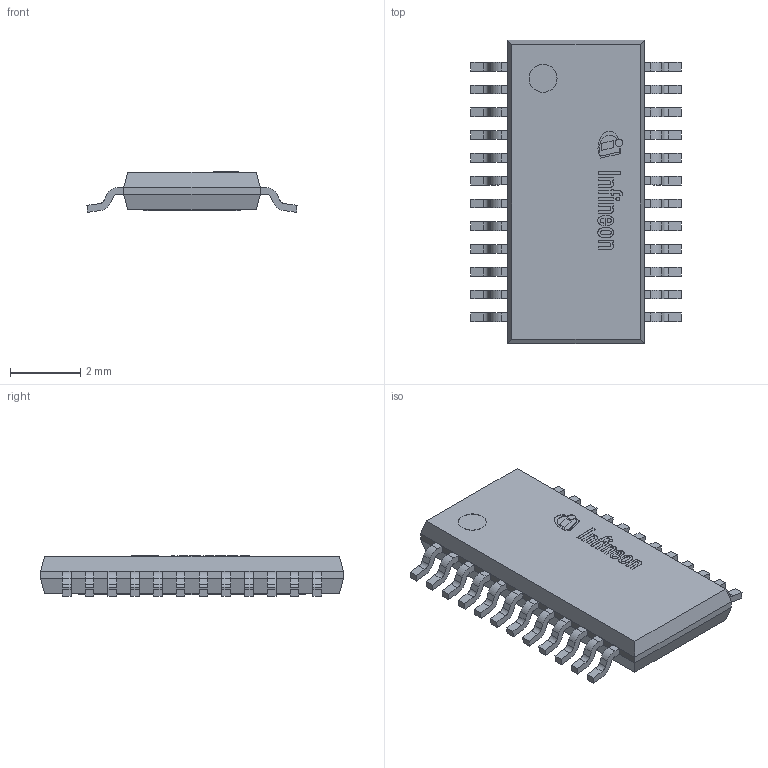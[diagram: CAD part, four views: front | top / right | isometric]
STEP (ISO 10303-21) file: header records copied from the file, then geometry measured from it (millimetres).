
FILE_DESCRIPTION(/* description */ (''),/* implementation_level */ '2;1');
FILE_NAME(/* name */ '1.stp',/* time_stamp */ '2024-04-03T11:09:31+06:00',/* author */ ('sivamani'),/* organization */ (''),/* preprocessor_version */ 'ST-DEVELOPER v16.13',/* originating_system */ 'AutoCAD Mechanical',/* authorisation */ '');
FILE_SCHEMA (('AUTOMOTIVE_DESIGN { 1 0 10303 214 3 1 1 }'));
Length unit declared in the file: millimetre
Products named in the file (1): Product
Bounding box: 6 x 8.65 x 1.16 mm (x, y, z)
Volume: 37 mm3; surface area: 292.5 mm2
Topology: 41 solids, 41 shells, 494 faces, 1233 edges, 822 vertices
Faces by surface type: plane 370, cylinder 106, bspline 18
Full cylindrical faces by diameter (mm): 0.107 x1, 0.219 x1, 0.8 x2
Entity records: 14789 total; most frequent: CARTESIAN_POINT 2916, ORIENTED_EDGE 2458, DIRECTION 2359, EDGE_CURVE 1229, LINE 981, VECTOR 981, VERTEX_POINT 822, AXIS2_PLACEMENT_3D 689
